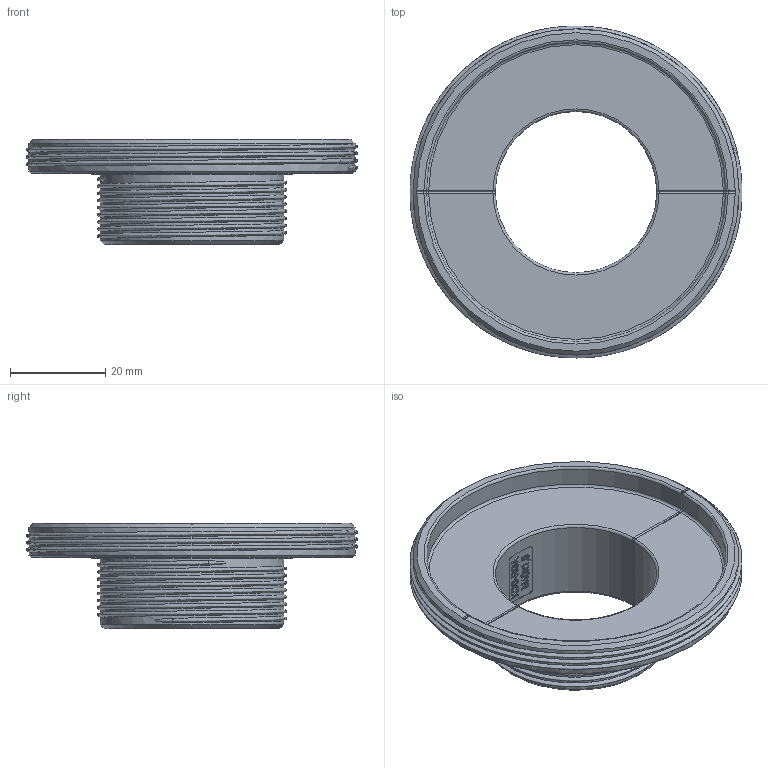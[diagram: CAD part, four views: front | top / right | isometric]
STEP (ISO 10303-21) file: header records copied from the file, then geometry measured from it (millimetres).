
FILE_DESCRIPTION(/* description */ (''),/* implementation_level */ '2;1');
FILE_NAME(/* name */ '28775.4_KDS-RGA_M40.stp',/* time_stamp */ '2020-02-26T11:54:30+01:00',/* author */ (''),/* organization */ (''),/* preprocessor_version */ 'ST-DEVELOPER v16.7',/* originating_system */ 'SIEMENS PLM Software NX 12.0',/* authorisation */ '');
FILE_SCHEMA (('AUTOMOTIVE_DESIGN { 1 0 10303 214 3 1 1 1 }'));
Length unit declared in the file: millimetre
Products named in the file (1): 28775.4_KDS-RGA_M40
Bounding box: 69.73 x 69.73 x 22.1 mm (x, y, z)
Volume: 13841.1 mm3; surface area: 12583.3 mm2
Topology: 1 solids, 1 shells, 413 faces, 1062 edges, 689 vertices
Faces by surface type: plane 218, cylinder 87, extrusion 74, bspline 18, torus 8, cone 4, revolution 4
Full cylindrical faces by diameter (mm): 38.5 x8, 68.5 x3
Entity records: 32463 total; most frequent: CARTESIAN_POINT 22889, ORIENTED_EDGE 2036, DIRECTION 1834, EDGE_CURVE 1018, VERTEX_POINT 662, AXIS2_PLACEMENT_3D 638, VECTOR 554, LINE 480
